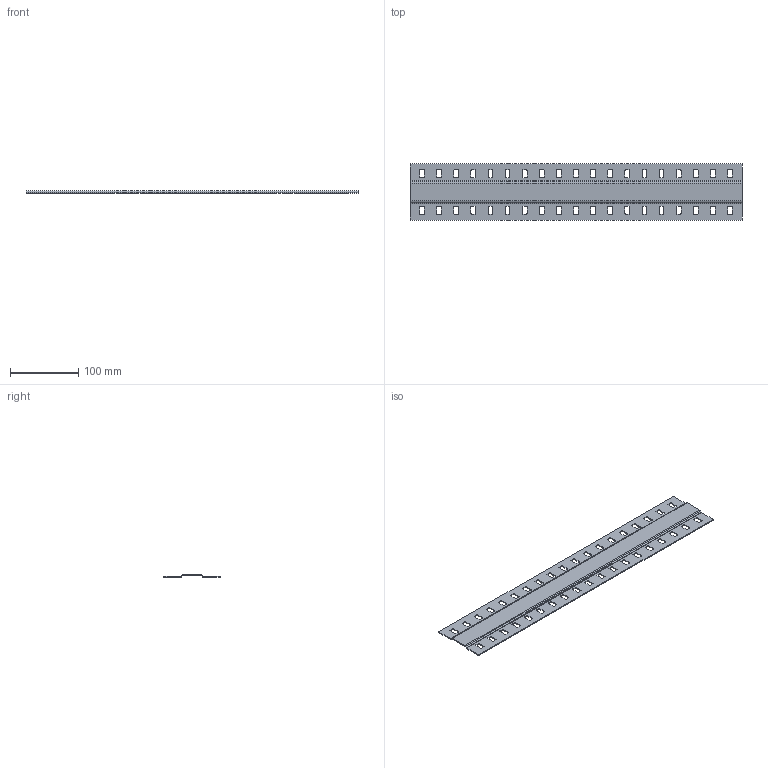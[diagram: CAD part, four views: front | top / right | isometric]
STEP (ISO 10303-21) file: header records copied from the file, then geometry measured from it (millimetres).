
FILE_DESCRIPTION (( 'STEP AP214' ), '1' );
FILE_NAME ('7070326.STEP', '2017-11-07T09:20:58', ( '' ), ( '' ), 'SwSTEP 2.0', 'SolidWorks 2016', '' );
FILE_SCHEMA (( 'AUTOMOTIVE_DESIGN' ));
Length unit declared in the file: millimetre
Products named in the file (1): 7070326
Bounding box: 485 x 82 x 4 mm (x, y, z)
Volume: 56203.5 mm3; surface area: 78712.5 mm2
Topology: 1 solids, 1 shells, 342 faces, 988 edges, 648 vertices
Faces by surface type: plane 182, cylinder 160
Entity records: 11462 total; most frequent: DIRECTION 1994, CARTESIAN_POINT 1979, ORIENTED_EDGE 1976, EDGE_CURVE 988, LINE 668, VECTOR 668, AXIS2_PLACEMENT_3D 663, VERTEX_POINT 648
